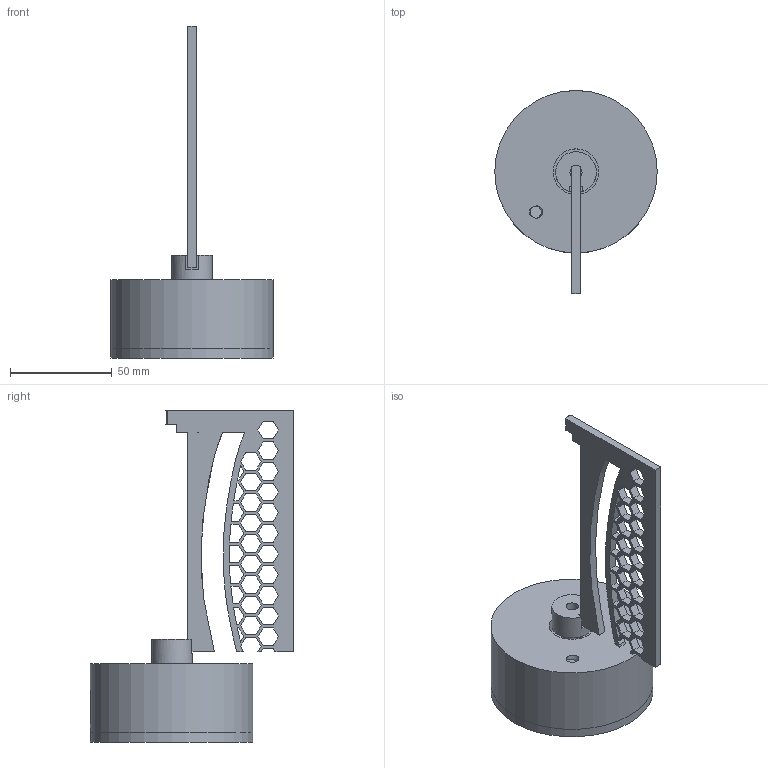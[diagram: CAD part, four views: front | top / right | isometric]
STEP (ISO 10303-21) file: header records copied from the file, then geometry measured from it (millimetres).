
FILE_DESCRIPTION(/* description */ (''),/* implementation_level */ '2;1');
FILE_NAME(/* name */ 'optical illusion.step',/* time_stamp */ '2026-01-15T20:42:45Z',/* author */ (''),/* organization */ (''),/* preprocessor_version */ 'ST-DEVELOPER v20.1',/* originating_system */ 'Autodesk Translation Framework v14.21.0.0',/* authorisation */ '');
FILE_SCHEMA (('AUTOMOTIVE_DESIGN { 1 0 10303 214 3 1 1 }'));
Length unit declared in the file: millimetre
Products named in the file (5): optical illusion; flap; base; motor connector; lid
Assembly tree (4 placements, depth 2):
  optical illusion
    flap
    base
    motor connector
    lid
Bounding box: 80 x 100 x 163.5 mm (x, y, z)
Volume: 105477.6 mm3; surface area: 52960.9 mm2
Topology: 4 solids, 4 shells, 278 faces, 771 edges, 514 vertices
Faces by surface type: plane 226, bspline 31, cylinder 21
Full cylindrical faces by diameter (mm): 4 x4, 6 x2, 6.928 x1, 8 x2, 10 x1, 20 x1, 22.5 x1, 80 x2
Entity records: 9615 total; most frequent: CARTESIAN_POINT 2431, ORIENTED_EDGE 1542, DIRECTION 1269, EDGE_CURVE 771, LINE 661, VECTOR 661, VERTEX_POINT 514, EDGE_LOOP 361
